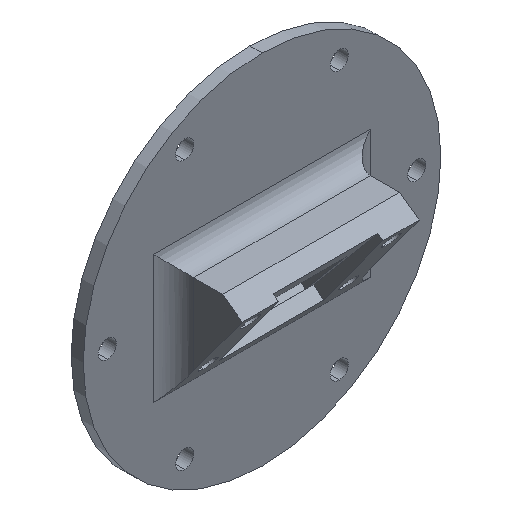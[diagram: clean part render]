
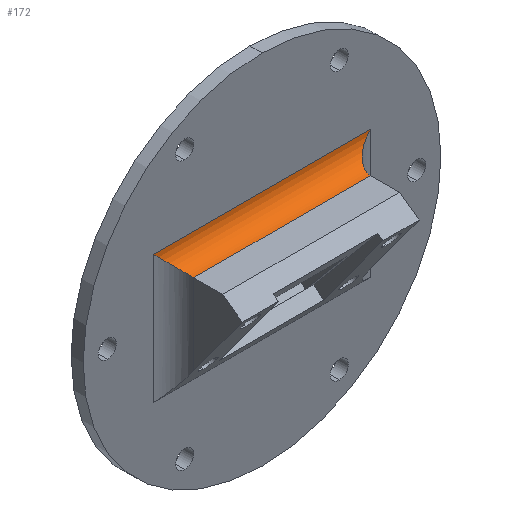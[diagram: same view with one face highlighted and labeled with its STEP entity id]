
A CAD part, isometric view. The second image highlights one B-rep face of the part: STEP entity #172.
In plain terms, the highlighted cylindrical face has radius 5 mm (diameter 10 mm), a partial arc.
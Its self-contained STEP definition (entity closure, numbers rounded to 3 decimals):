
#41 = EDGE_LOOP ( 'NONE', ( #303, #1229, #418, #1080 ) ) ;
#60 = EDGE_CURVE ( 'NONE', #1551, #1559, #1491, .T. ) ;
#75 = CARTESIAN_POINT ( 'NONE',  ( 22., -2., 14.577 ) ) ;
#105 = CARTESIAN_POINT ( 'NONE',  ( -22., -7., 9.577 ) ) ;
#119 = CARTESIAN_POINT ( 'NONE',  ( 22., -4.071, 9.577 ) ) ;
#144 = CYLINDRICAL_SURFACE ( 'NONE', #1257, 5. ) ;
#153 = CARTESIAN_POINT ( 'NONE',  ( 24.071, -2., 11.648 ) ) ;
#172 = ADVANCED_FACE ( 'NONE', ( #1302 ), #144, .F. ) ;
#200 = CARTESIAN_POINT ( 'NONE',  ( -27., -2., 14.577 ) ) ;
#303 = ORIENTED_EDGE ( 'NONE', *, *, #60, .T. ) ;
#418 = ORIENTED_EDGE ( 'NONE', *, *, #1372, .F. ) ;
#420 = VERTEX_POINT ( 'NONE', #762 ) ;
#488 = CARTESIAN_POINT ( 'NONE',  ( -22., -7., 9.577 ) ) ;
#490 = VECTOR ( 'NONE', #1385, 1000. ) ;
#595 = EDGE_CURVE ( 'NONE', #420, #1559, #1628, .T. ) ;
#619 = CARTESIAN_POINT ( 'NONE',  ( -27., -2., 14.577 ) ) ;
#635 = DIRECTION ( 'NONE',  ( -1., 0., 0. ) ) ;
#639 = DIRECTION ( 'NONE',  ( 0., 0., 1. ) ) ;
#662 = DIRECTION ( 'NONE',  ( -1., 0., 0. ) ) ;
#677 =( BOUNDED_CURVE ( )  B_SPLINE_CURVE ( 3, ( #1195, #153, #119, #1664 ),
 .UNSPECIFIED., .F., .T. ) 
 B_SPLINE_CURVE_WITH_KNOTS ( ( 4, 4 ),
 ( 4.712, 6.283 ),
 .UNSPECIFIED. ) 
 CURVE ( )  GEOMETRIC_REPRESENTATION_ITEM ( )  RATIONAL_B_SPLINE_CURVE ( ( 1., 0.805, 0.805, 1. ) ) 
 REPRESENTATION_ITEM ( '' )  );
#682 = CARTESIAN_POINT ( 'NONE',  ( 27., -2., 14.577 ) ) ;
#739 = CARTESIAN_POINT ( 'NONE',  ( -22., -7., 9.577 ) ) ;
#762 = CARTESIAN_POINT ( 'NONE',  ( 22., -7., 9.577 ) ) ;
#866 = LINE ( 'NONE', #75, #490 ) ;
#939 = CARTESIAN_POINT ( 'NONE',  ( 0., -7., 14.577 ) ) ;
#1080 = ORIENTED_EDGE ( 'NONE', *, *, #1354, .F. ) ;
#1111 = VECTOR ( 'NONE', #635, 1000. ) ;
#1195 = CARTESIAN_POINT ( 'NONE',  ( 27., -2., 14.577 ) ) ;
#1229 = ORIENTED_EDGE ( 'NONE', *, *, #595, .F. ) ;
#1257 = AXIS2_PLACEMENT_3D ( 'NONE', #939, #662, #639 ) ;
#1302 = FACE_OUTER_BOUND ( 'NONE', #41, .T. ) ;
#1354 = EDGE_CURVE ( 'NONE', #1551, #1423, #866, .T. ) ;
#1372 = EDGE_CURVE ( 'NONE', #1423, #420, #677, .T. ) ;
#1385 = DIRECTION ( 'NONE',  ( 1., 0., 0. ) ) ;
#1391 = CARTESIAN_POINT ( 'NONE',  ( -24.071, -2., 11.648 ) ) ;
#1423 = VERTEX_POINT ( 'NONE', #682 ) ;
#1491 =( BOUNDED_CURVE ( )  B_SPLINE_CURVE ( 3, ( #619, #1391, #1520, #739 ),
 .UNSPECIFIED., .F., .T. ) 
 B_SPLINE_CURVE_WITH_KNOTS ( ( 4, 4 ),
 ( 1.571, 3.142 ),
 .UNSPECIFIED. ) 
 CURVE ( )  GEOMETRIC_REPRESENTATION_ITEM ( )  RATIONAL_B_SPLINE_CURVE ( ( 1., 0.805, 0.805, 1. ) ) 
 REPRESENTATION_ITEM ( '' )  );
#1520 = CARTESIAN_POINT ( 'NONE',  ( -22., -4.071, 9.577 ) ) ;
#1551 = VERTEX_POINT ( 'NONE', #200 ) ;
#1559 = VERTEX_POINT ( 'NONE', #105 ) ;
#1628 = LINE ( 'NONE', #488, #1111 ) ;
#1664 = CARTESIAN_POINT ( 'NONE',  ( 22., -7., 9.577 ) ) ;
